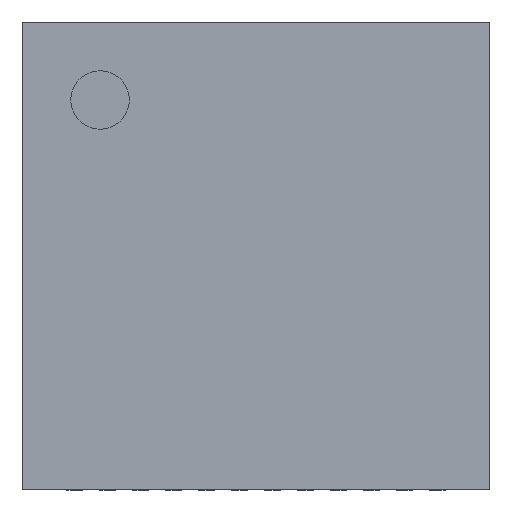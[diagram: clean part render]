
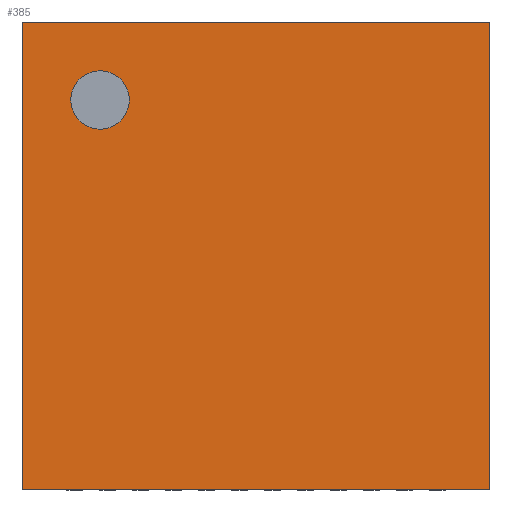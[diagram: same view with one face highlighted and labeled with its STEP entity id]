
A CAD part, top view. The second image highlights one B-rep face of the part: STEP entity #385.
In plain terms, the highlighted planar face has unit normal (0, 0, 1).
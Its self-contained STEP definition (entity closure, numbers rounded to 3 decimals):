
#321 = VERTEX_POINT('',#322);
#322 = CARTESIAN_POINT('',(0.,0.,1.));
#337 = VERTEX_POINT('',#338);
#338 = CARTESIAN_POINT('',(0.,7.1,1.));
#344 = EDGE_CURVE('',#321,#337,#345,.T.);
#345 = LINE('',#346,#347);
#346 = CARTESIAN_POINT('',(0.,0.,1.));
#347 = VECTOR('',#348,1.);
#348 = DIRECTION('',(-0.,1.,0.));
#367 = EDGE_CURVE('',#321,#368,#370,.T.);
#368 = VERTEX_POINT('',#369);
#369 = CARTESIAN_POINT('',(7.1,0.,1.));
#370 = LINE('',#371,#372);
#371 = CARTESIAN_POINT('',(0.,0.,1.));
#372 = VECTOR('',#373,1.);
#373 = DIRECTION('',(1.,0.,-0.));
#385 = ADVANCED_FACE('',(#386,#404),#415,.T.);
#386 = FACE_BOUND('',#387,.T.);
#387 = EDGE_LOOP('',(#388,#389,#390,#398));
#388 = ORIENTED_EDGE('',*,*,#344,.F.);
#389 = ORIENTED_EDGE('',*,*,#367,.T.);
#390 = ORIENTED_EDGE('',*,*,#391,.T.);
#391 = EDGE_CURVE('',#368,#392,#394,.T.);
#392 = VERTEX_POINT('',#393);
#393 = CARTESIAN_POINT('',(7.1,7.1,1.));
#394 = LINE('',#395,#396);
#395 = CARTESIAN_POINT('',(7.1,0.,1.));
#396 = VECTOR('',#397,1.);
#397 = DIRECTION('',(-0.,1.,0.));
#398 = ORIENTED_EDGE('',*,*,#399,.F.);
#399 = EDGE_CURVE('',#337,#392,#400,.T.);
#400 = LINE('',#401,#402);
#401 = CARTESIAN_POINT('',(0.,7.1,1.));
#402 = VECTOR('',#403,1.);
#403 = DIRECTION('',(1.,0.,-0.));
#404 = FACE_BOUND('',#405,.T.);
#405 = EDGE_LOOP('',(#406));
#406 = ORIENTED_EDGE('',*,*,#407,.F.);
#407 = EDGE_CURVE('',#408,#408,#410,.T.);
#408 = VERTEX_POINT('',#409);
#409 = CARTESIAN_POINT('',(1.627,5.917,1.));
#410 = CIRCLE('',#411,0.444);
#411 = AXIS2_PLACEMENT_3D('',#412,#413,#414);
#412 = CARTESIAN_POINT('',(1.183,5.917,1.));
#413 = DIRECTION('',(0.,0.,1.));
#414 = DIRECTION('',(1.,0.,-0.));
#415 = PLANE('',#416);
#416 = AXIS2_PLACEMENT_3D('',#417,#418,#419);
#417 = CARTESIAN_POINT('',(0.,0.,1.));
#418 = DIRECTION('',(0.,0.,1.));
#419 = DIRECTION('',(1.,0.,-0.));
